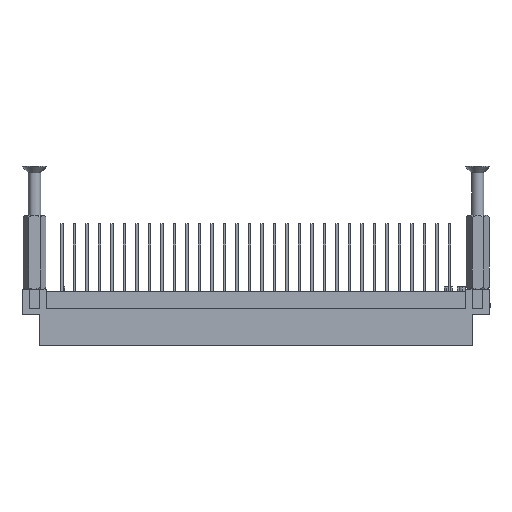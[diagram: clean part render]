
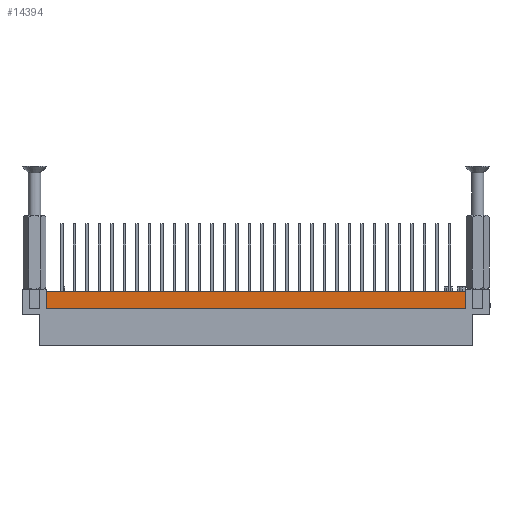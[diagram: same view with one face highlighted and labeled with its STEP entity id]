
A CAD part, top view. The second image highlights one B-rep face of the part: STEP entity #14394.
In plain terms, the highlighted face is planar.
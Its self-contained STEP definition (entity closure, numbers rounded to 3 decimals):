
#53 = EDGE_CURVE ( 'NONE', #18362, #25683, #34053, .T. ) ;
#64 = DIRECTION ( 'NONE',  ( 0., 0., -1. ) ) ;
#100 = CARTESIAN_POINT ( 'NONE',  ( 90.1, 9.7, 0. ) ) ;
#134 = CARTESIAN_POINT ( 'NONE',  ( 90.1, 9.7, 4. ) ) ;
#815 = CARTESIAN_POINT ( 'NONE',  ( 90.1, 9.7, 4. ) ) ;
#1681 = ORIENTED_EDGE ( 'NONE', *, *, #22071, .T. ) ;
#1906 = EDGE_LOOP ( 'NONE', ( #24943, #32662, #3679, #24586, #20037, #1681, #15862, #36866 ) ) ;
#3379 = CARTESIAN_POINT ( 'NONE',  ( 5., 9.7, 0.5 ) ) ;
#3679 = ORIENTED_EDGE ( 'NONE', *, *, #28335, .F. ) ;
#5108 = LINE ( 'NONE', #10116, #18532 ) ;
#5132 = DIRECTION ( 'NONE',  ( 0., 0., 1. ) ) ;
#5658 = VERTEX_POINT ( 'NONE', #39061 ) ;
#7099 = CARTESIAN_POINT ( 'NONE',  ( 90.1, 9.7, 0. ) ) ;
#7116 = PLANE ( 'NONE',  #38360 ) ;
#8123 = CARTESIAN_POINT ( 'NONE',  ( 5., 9.7, 0. ) ) ;
#8359 = CARTESIAN_POINT ( 'NONE',  ( 4.9, 9.7, 0. ) ) ;
#8474 = LINE ( 'NONE', #24116, #18539 ) ;
#9102 = VECTOR ( 'NONE', #25423, 1000. ) ;
#9265 = VERTEX_POINT ( 'NONE', #24151 ) ;
#10116 = CARTESIAN_POINT ( 'NONE',  ( 90., 9.7, 0.5 ) ) ;
#10174 = CARTESIAN_POINT ( 'NONE',  ( 90.1, 9.7, 0. ) ) ;
#10195 = DIRECTION ( 'NONE',  ( 0., -1., 0. ) ) ;
#10261 = DIRECTION ( 'NONE',  ( 0., 0., -1. ) ) ;
#13157 = DIRECTION ( 'NONE',  ( -1., 0., 0. ) ) ;
#14251 = LINE ( 'NONE', #8359, #37716 ) ;
#14394 = ADVANCED_FACE ( 'NONE', ( #22100 ), #7116, .F. ) ;
#15253 = VECTOR ( 'NONE', #13157, 1000. ) ;
#15862 = ORIENTED_EDGE ( 'NONE', *, *, #16314, .T. ) ;
#16314 = EDGE_CURVE ( 'NONE', #5658, #9265, #36824, .T. ) ;
#16513 = CARTESIAN_POINT ( 'NONE',  ( 90., 9.7, 0. ) ) ;
#17120 = CARTESIAN_POINT ( 'NONE',  ( 4.9, 9.7, 0. ) ) ;
#18069 = VECTOR ( 'NONE', #21905, 1000. ) ;
#18338 = DIRECTION ( 'NONE',  ( 1., 0., 0. ) ) ;
#18362 = VERTEX_POINT ( 'NONE', #8123 ) ;
#18532 = VECTOR ( 'NONE', #10261, 1000. ) ;
#18539 = VECTOR ( 'NONE', #30333, 1000. ) ;
#18572 = LINE ( 'NONE', #3379, #22873 ) ;
#20037 = ORIENTED_EDGE ( 'NONE', *, *, #53, .T. ) ;
#20477 = LINE ( 'NONE', #10174, #15253 ) ;
#21363 = EDGE_CURVE ( 'NONE', #23490, #18362, #18572, .T. ) ;
#21793 = EDGE_CURVE ( 'NONE', #29913, #31502, #5108, .T. ) ;
#21828 = EDGE_CURVE ( 'NONE', #9265, #39550, #37757, .T. ) ;
#21905 = DIRECTION ( 'NONE',  ( 0., 0., -1. ) ) ;
#22071 = EDGE_CURVE ( 'NONE', #25683, #5658, #14251, .T. ) ;
#22100 = FACE_OUTER_BOUND ( 'NONE', #1906, .T. ) ;
#22873 = VECTOR ( 'NONE', #64, 1000. ) ;
#23490 = VERTEX_POINT ( 'NONE', #37844 ) ;
#24116 = CARTESIAN_POINT ( 'NONE',  ( 90., 9.7, 0.5 ) ) ;
#24151 = CARTESIAN_POINT ( 'NONE',  ( 90.1, 9.7, 4. ) ) ;
#24586 = ORIENTED_EDGE ( 'NONE', *, *, #21363, .T. ) ;
#24943 = ORIENTED_EDGE ( 'NONE', *, *, #39133, .T. ) ;
#25423 = DIRECTION ( 'NONE',  ( -1., 0., 0. ) ) ;
#25435 = DIRECTION ( 'NONE',  ( 0., 0., -1. ) ) ;
#25683 = VERTEX_POINT ( 'NONE', #17120 ) ;
#28335 = EDGE_CURVE ( 'NONE', #23490, #29913, #8474, .T. ) ;
#29913 = VERTEX_POINT ( 'NONE', #34920 ) ;
#30333 = DIRECTION ( 'NONE',  ( 1., 0., 0. ) ) ;
#31502 = VERTEX_POINT ( 'NONE', #16513 ) ;
#32662 = ORIENTED_EDGE ( 'NONE', *, *, #21793, .F. ) ;
#34053 = LINE ( 'NONE', #7099, #9102 ) ;
#34920 = CARTESIAN_POINT ( 'NONE',  ( 90., 9.7, 0.5 ) ) ;
#36824 = LINE ( 'NONE', #134, #39185 ) ;
#36866 = ORIENTED_EDGE ( 'NONE', *, *, #21828, .T. ) ;
#37240 = CARTESIAN_POINT ( 'NONE',  ( 90.1, 9.7, 0. ) ) ;
#37716 = VECTOR ( 'NONE', #5132, 1000. ) ;
#37757 = LINE ( 'NONE', #37240, #18069 ) ;
#37844 = CARTESIAN_POINT ( 'NONE',  ( 5., 9.7, 0.5 ) ) ;
#38360 = AXIS2_PLACEMENT_3D ( 'NONE', #815, #10195, #25435 ) ;
#39061 = CARTESIAN_POINT ( 'NONE',  ( 4.9, 9.7, 4. ) ) ;
#39133 = EDGE_CURVE ( 'NONE', #39550, #31502, #20477, .T. ) ;
#39185 = VECTOR ( 'NONE', #18338, 1000. ) ;
#39550 = VERTEX_POINT ( 'NONE', #100 ) ;
